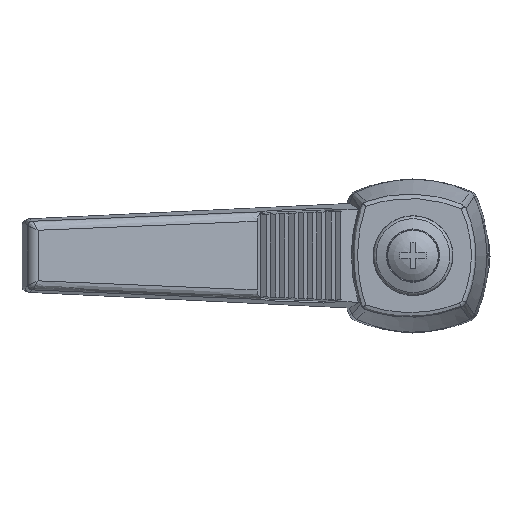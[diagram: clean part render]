
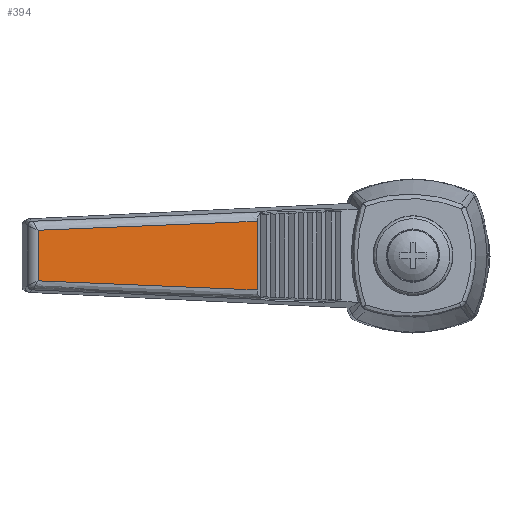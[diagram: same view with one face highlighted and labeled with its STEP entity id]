
A CAD part, top view. The second image highlights one B-rep face of the part: STEP entity #394.
In plain terms, the highlighted planar face has unit normal (0.161, 0, 0.987).
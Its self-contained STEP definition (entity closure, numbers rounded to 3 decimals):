
#394 = ADVANCED_FACE( '', ( #855 ), #856, .T. );
#855 = FACE_OUTER_BOUND( '', #3023, .T. );
#856 = PLANE( '', #3024 );
#3023 = EDGE_LOOP( '', ( #4573, #4574, #4575, #4576 ) );
#3024 = AXIS2_PLACEMENT_3D( '', #4577, #4578, #4579 );
#4573 = ORIENTED_EDGE( '', *, *, #5312, .T. );
#4574 = ORIENTED_EDGE( '', *, *, #5167, .T. );
#4575 = ORIENTED_EDGE( '', *, *, #5319, .T. );
#4576 = ORIENTED_EDGE( '', *, *, #5129, .T. );
#4577 = CARTESIAN_POINT( '', ( -3.654, 5.09, 18.725 ) );
#4578 = DIRECTION( '', ( 0.161, 0., 0.987 ) );
#4579 = DIRECTION( '', ( 0.987, 0., -0.161 ) );
#5129 = EDGE_CURVE( '', #5778, #5779, #5780, .T. );
#5167 = EDGE_CURVE( '', #5838, #5836, #5839, .T. );
#5312 = EDGE_CURVE( '', #5779, #5838, #6028, .T. );
#5319 = EDGE_CURVE( '', #5836, #5778, #6035, .F. );
#5778 = VERTEX_POINT( '', #7434 );
#5779 = VERTEX_POINT( '', #7435 );
#5780 = B_SPLINE_CURVE_WITH_KNOTS( '', 3, ( #7436, #7437, #7438, #7439, #7440, #7441 ), .UNSPECIFIED., .F., .F., ( 4, 2, 4 ), ( 0., 0.012, 0.024 ), .UNSPECIFIED. );
#5836 = VERTEX_POINT( '', #7701 );
#5838 = VERTEX_POINT( '', #7747 );
#5839 = B_SPLINE_CURVE_WITH_KNOTS( '', 3, ( #7748, #7749, #7750, #7751, #7752, #7753 ), .UNSPECIFIED., .F., .F., ( 4, 2, 4 ), ( 0., 0.012, 0.024 ), .UNSPECIFIED. );
#6028 = LINE( '', #8270, #8271 );
#6035 = LINE( '', #8280, #8281 );
#7434 = CARTESIAN_POINT( '', ( -40.163, -2.712, 24.693 ) );
#7435 = CARTESIAN_POINT( '', ( -16.706, -3.678, 20.859 ) );
#7436 = CARTESIAN_POINT( '', ( -40.163, -2.712, 24.693 ) );
#7437 = CARTESIAN_POINT( '', ( -36.254, -2.872, 24.054 ) );
#7438 = CARTESIAN_POINT( '', ( -32.344, -3.033, 23.415 ) );
#7439 = CARTESIAN_POINT( '', ( -24.525, -3.355, 22.137 ) );
#7440 = CARTESIAN_POINT( '', ( -20.616, -3.516, 21.498 ) );
#7441 = CARTESIAN_POINT( '', ( -16.706, -3.678, 20.859 ) );
#7701 = CARTESIAN_POINT( '', ( -40.163, 2.712, 24.693 ) );
#7747 = CARTESIAN_POINT( '', ( -16.706, 3.678, 20.859 ) );
#7748 = CARTESIAN_POINT( '', ( -16.706, 3.678, 20.859 ) );
#7749 = CARTESIAN_POINT( '', ( -20.616, 3.516, 21.498 ) );
#7750 = CARTESIAN_POINT( '', ( -24.525, 3.355, 22.137 ) );
#7751 = CARTESIAN_POINT( '', ( -32.344, 3.033, 23.415 ) );
#7752 = CARTESIAN_POINT( '', ( -36.254, 2.872, 24.054 ) );
#7753 = CARTESIAN_POINT( '', ( -40.163, 2.712, 24.693 ) );
#8270 = CARTESIAN_POINT( '', ( -16.706, 5.09, 20.859 ) );
#8271 = VECTOR( '', #8735, 1000. );
#8280 = CARTESIAN_POINT( '', ( -40.163, -3.527, 24.693 ) );
#8281 = VECTOR( '', #8738, 1000. );
#8735 = DIRECTION( '', ( 0., 1., 0. ) );
#8738 = DIRECTION( '', ( 0., 1., 0. ) );
